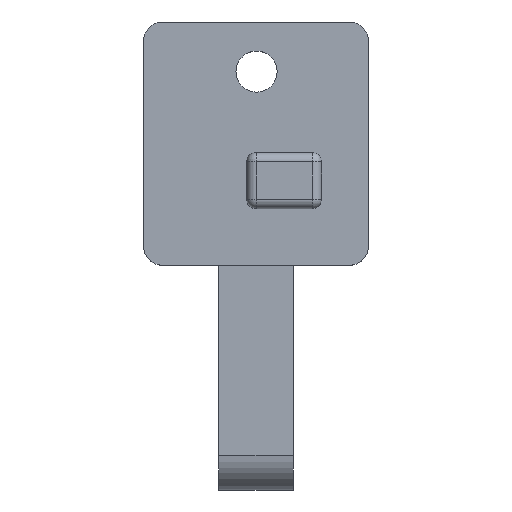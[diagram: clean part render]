
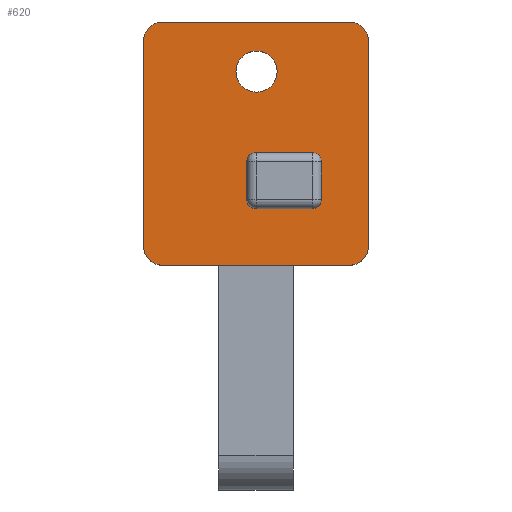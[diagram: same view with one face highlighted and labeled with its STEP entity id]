
A CAD part, top view. The second image highlights one B-rep face of the part: STEP entity #620.
In plain terms, the highlighted planar face has unit normal (0, 0, 1).
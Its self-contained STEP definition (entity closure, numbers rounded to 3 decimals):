
#23=FACE_BOUND('',#89,.T.);
#28=PLANE('',#680);
#48=FACE_OUTER_BOUND('',#88,.T.);
#88=EDGE_LOOP('',(#431,#432,#433,#434,#435,#436,#437,#438));
#89=EDGE_LOOP('',(#439));
#132=LINE('',#975,#186);
#135=LINE('',#981,#189);
#136=LINE('',#985,#190);
#137=LINE('',#989,#191);
#186=VECTOR('',#768,10.);
#189=VECTOR('',#773,10.);
#190=VECTOR('',#776,10.);
#191=VECTOR('',#779,10.);
#238=CIRCLE('',#675,1.1);
#239=CIRCLE('',#677,1.);
#241=CIRCLE('',#681,1.);
#242=CIRCLE('',#682,1.);
#243=CIRCLE('',#683,1.);
#274=VERTEX_POINT('',#961);
#275=VERTEX_POINT('',#965);
#276=VERTEX_POINT('',#966);
#279=VERTEX_POINT('',#974);
#281=VERTEX_POINT('',#980);
#282=VERTEX_POINT('',#982);
#283=VERTEX_POINT('',#984);
#284=VERTEX_POINT('',#986);
#285=VERTEX_POINT('',#988);
#331=EDGE_CURVE('',#274,#274,#238,.T.);
#332=EDGE_CURVE('',#275,#276,#239,.T.);
#336=EDGE_CURVE('',#276,#279,#132,.F.);
#339=EDGE_CURVE('',#275,#281,#135,.T.);
#340=EDGE_CURVE('',#282,#281,#241,.T.);
#341=EDGE_CURVE('',#283,#282,#136,.T.);
#342=EDGE_CURVE('',#284,#283,#242,.T.);
#343=EDGE_CURVE('',#285,#284,#137,.T.);
#344=EDGE_CURVE('',#279,#285,#243,.T.);
#431=ORIENTED_EDGE('',*,*,#332,.F.);
#432=ORIENTED_EDGE('',*,*,#339,.T.);
#433=ORIENTED_EDGE('',*,*,#340,.F.);
#434=ORIENTED_EDGE('',*,*,#341,.F.);
#435=ORIENTED_EDGE('',*,*,#342,.F.);
#436=ORIENTED_EDGE('',*,*,#343,.F.);
#437=ORIENTED_EDGE('',*,*,#344,.F.);
#438=ORIENTED_EDGE('',*,*,#336,.F.);
#439=ORIENTED_EDGE('',*,*,#331,.T.);
#620=ADVANCED_FACE('',(#48,#23),#28,.F.);
#675=AXIS2_PLACEMENT_3D('',#963,#756,#757);
#677=AXIS2_PLACEMENT_3D('',#967,#760,#761);
#680=AXIS2_PLACEMENT_3D('',#979,#771,#772);
#681=AXIS2_PLACEMENT_3D('',#983,#774,#775);
#682=AXIS2_PLACEMENT_3D('',#987,#777,#778);
#683=AXIS2_PLACEMENT_3D('',#990,#780,#781);
#756=DIRECTION('center_axis',(0.,0.,
-1.));
#757=DIRECTION('ref_axis',(1.,0.,0.));
#760=DIRECTION('center_axis',(0.,0.,
-1.));
#761=DIRECTION('ref_axis',(0.707,-0.707,0.));
#768=DIRECTION('',(1.,0.,0.));
#771=DIRECTION('center_axis',(0.,0.,
-1.));
#772=DIRECTION('ref_axis',(0.,-1.,0.));
#773=DIRECTION('',(0.,1.,0.));
#774=DIRECTION('center_axis',(0.,0.,
-1.));
#775=DIRECTION('ref_axis',(0.707,0.707,0.));
#776=DIRECTION('',(1.,0.,0.));
#777=DIRECTION('center_axis',(0.,0.,
-1.));
#778=DIRECTION('ref_axis',(-0.707,0.707,0.));
#779=DIRECTION('',(0.,1.,0.));
#780=DIRECTION('center_axis',(0.,0.,
-1.));
#781=DIRECTION('ref_axis',(-0.707,-0.707,0.));
#961=CARTESIAN_POINT('',(12.462,-75.109,3.339));
#963=CARTESIAN_POINT('Origin',(13.562,-75.109,3.339));
#965=CARTESIAN_POINT('',(19.534,-84.453,3.339));
#966=CARTESIAN_POINT('',(18.534,-85.453,3.339));
#967=CARTESIAN_POINT('Origin',(18.534,-84.453,3.339));
#974=CARTESIAN_POINT('',(8.534,-85.453,3.339));
#975=CARTESIAN_POINT('',(13.534,-85.453,3.339));
#979=CARTESIAN_POINT('Origin',(13.534,-76.787,3.339));
#980=CARTESIAN_POINT('',(19.534,-73.459,3.339));
#981=CARTESIAN_POINT('',(19.534,-76.787,3.339));
#982=CARTESIAN_POINT('',(18.534,-72.459,3.339));
#983=CARTESIAN_POINT('Origin',(18.534,-73.459,3.339));
#984=CARTESIAN_POINT('',(8.534,-72.459,3.339));
#985=CARTESIAN_POINT('',(13.534,-72.459,3.339));
#986=CARTESIAN_POINT('',(7.534,-73.459,3.339));
#987=CARTESIAN_POINT('Origin',(8.534,-73.459,3.339));
#988=CARTESIAN_POINT('',(7.534,-84.453,3.339));
#989=CARTESIAN_POINT('',(7.534,-76.787,3.339));
#990=CARTESIAN_POINT('Origin',(8.534,-84.453,3.339));
